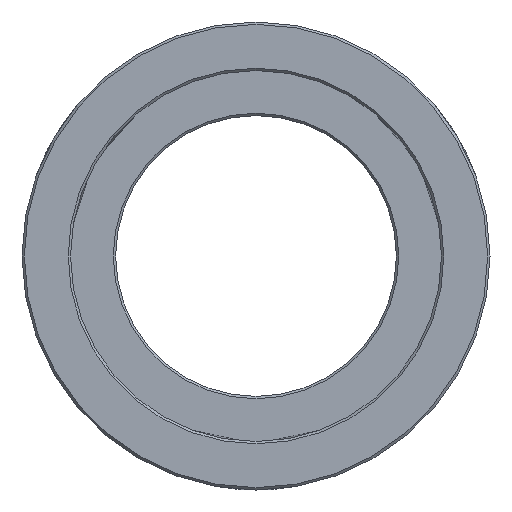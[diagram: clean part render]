
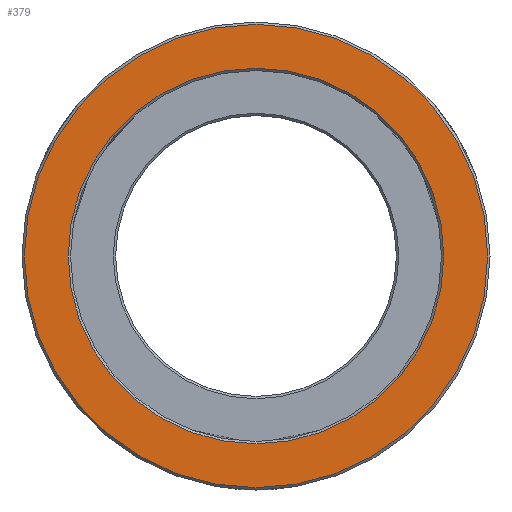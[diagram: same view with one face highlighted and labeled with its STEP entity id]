
A CAD part, front view. The second image highlights one B-rep face of the part: STEP entity #379.
In plain terms, the highlighted planar face has unit normal (0, -1, 0).
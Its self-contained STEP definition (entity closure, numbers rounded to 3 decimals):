
#37=FACE_BOUND('',#95,.T.);
#45=PLANE('',#433);
#68=FACE_OUTER_BOUND('',#94,.T.);
#94=EDGE_LOOP('',(#314));
#95=EDGE_LOOP('',(#315));
#155=CIRCLE('',#430,16.05);
#158=CIRCLE('',#434,19.8);
#191=VERTEX_POINT('',#1236);
#194=VERTEX_POINT('',#1244);
#236=EDGE_CURVE('',#191,#191,#155,.T.);
#240=EDGE_CURVE('',#194,#194,#158,.T.);
#314=ORIENTED_EDGE('',*,*,#240,.F.);
#315=ORIENTED_EDGE('',*,*,#236,.F.);
#379=ADVANCED_FACE('',(#68,#37),#45,.F.);
#430=AXIS2_PLACEMENT_3D('',#1237,#498,#499);
#433=AXIS2_PLACEMENT_3D('',#1243,#505,#506);
#434=AXIS2_PLACEMENT_3D('',#1245,#507,#508);
#498=DIRECTION('center_axis',(0.,-1.,0.));
#499=DIRECTION('ref_axis',(-1.,0.,0.));
#505=DIRECTION('center_axis',(0.,1.,0.));
#506=DIRECTION('ref_axis',(0.,0.,1.));
#507=DIRECTION('center_axis',(0.,1.,0.));
#508=DIRECTION('ref_axis',(1.,0.,0.));
#1236=CARTESIAN_POINT('',(16.05,0.,0.));
#1237=CARTESIAN_POINT('Origin',(0.,0.,0.));
#1243=CARTESIAN_POINT('Origin',(0.,0.,0.));
#1244=CARTESIAN_POINT('',(-19.8,0.,0.));
#1245=CARTESIAN_POINT('Origin',(0.,0.,0.));
